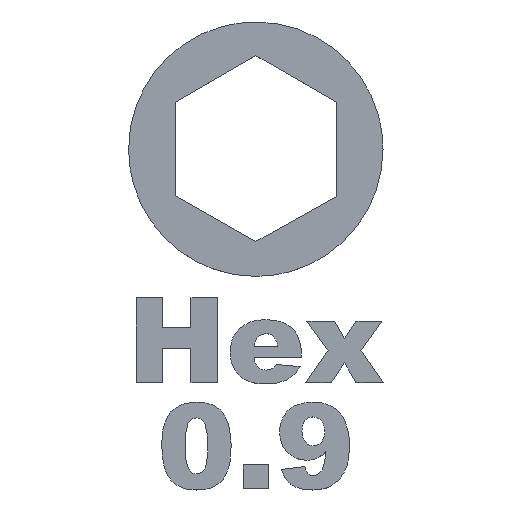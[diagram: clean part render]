
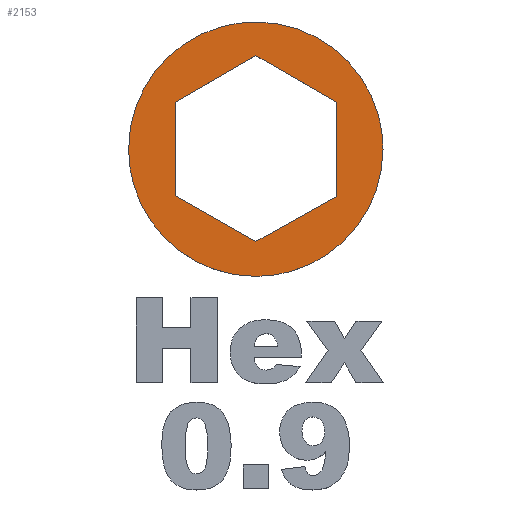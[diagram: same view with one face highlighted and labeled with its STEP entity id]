
A CAD part, top view. The second image highlights one B-rep face of the part: STEP entity #2153.
In plain terms, the highlighted planar face has unit normal (0, 0, 1).
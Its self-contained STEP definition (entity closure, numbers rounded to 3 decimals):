
#228=FACE_BOUND('',#383,.T.);
#236=(
BOUNDED_CURVE()
B_SPLINE_CURVE(3,(#2683,#2684,#2685,#2686),.UNSPECIFIED.,.F.,.F.)
B_SPLINE_CURVE_WITH_KNOTS((4,4),(0.,1.),.UNSPECIFIED.)
CURVE()
GEOMETRIC_REPRESENTATION_ITEM()
RATIONAL_B_SPLINE_CURVE((1.,1.,1.,1.))
REPRESENTATION_ITEM('')
);
#238=(
BOUNDED_CURVE()
B_SPLINE_CURVE(3,(#2704,#2705,#2706,#2707),.UNSPECIFIED.,.F.,.F.)
B_SPLINE_CURVE_WITH_KNOTS((4,4),(0.,1.),.UNSPECIFIED.)
CURVE()
GEOMETRIC_REPRESENTATION_ITEM()
RATIONAL_B_SPLINE_CURVE((1.,1.,1.,1.))
REPRESENTATION_ITEM('')
);
#240=(
BOUNDED_CURVE()
B_SPLINE_CURVE(3,(#2723,#2724,#2725,#2726),.UNSPECIFIED.,.F.,.F.)
B_SPLINE_CURVE_WITH_KNOTS((4,4),(0.,1.),.UNSPECIFIED.)
CURVE()
GEOMETRIC_REPRESENTATION_ITEM()
RATIONAL_B_SPLINE_CURVE((1.,1.,1.,1.))
REPRESENTATION_ITEM('')
);
#242=(
BOUNDED_CURVE()
B_SPLINE_CURVE(3,(#2741,#2742,#2743,#2744),.UNSPECIFIED.,.F.,.F.)
B_SPLINE_CURVE_WITH_KNOTS((4,4),(0.,1.),.UNSPECIFIED.)
CURVE()
GEOMETRIC_REPRESENTATION_ITEM()
RATIONAL_B_SPLINE_CURVE((1.,1.,1.,1.))
REPRESENTATION_ITEM('')
);
#258=FACE_OUTER_BOUND('',#382,.T.);
#382=EDGE_LOOP('',(#1470,#1471,#1472,#1473));
#383=EDGE_LOOP('',(#1474,#1475,#1476,#1477,#1478,#1479));
#504=LINE('',#2640,#692);
#508=LINE('',#2648,#696);
#511=LINE('',#2654,#699);
#514=LINE('',#2660,#702);
#517=LINE('',#2666,#705);
#520=LINE('',#2671,#708);
#692=VECTOR('',#2344,10.);
#696=VECTOR('',#2350,10.);
#699=VECTOR('',#2355,10.);
#702=VECTOR('',#2360,10.);
#705=VECTOR('',#2365,10.);
#708=VECTOR('',#2370,10.);
#880=VERTEX_POINT('',#2638);
#881=VERTEX_POINT('',#2639);
#884=VERTEX_POINT('',#2647);
#886=VERTEX_POINT('',#2653);
#888=VERTEX_POINT('',#2659);
#890=VERTEX_POINT('',#2665);
#892=VERTEX_POINT('',#2681);
#893=VERTEX_POINT('',#2682);
#896=VERTEX_POINT('',#2703);
#898=VERTEX_POINT('',#2722);
#1100=EDGE_CURVE('',#880,#881,#504,.T.);
#1104=EDGE_CURVE('',#881,#884,#508,.T.);
#1107=EDGE_CURVE('',#884,#886,#511,.T.);
#1110=EDGE_CURVE('',#886,#888,#514,.T.);
#1113=EDGE_CURVE('',#888,#890,#517,.T.);
#1116=EDGE_CURVE('',#890,#880,#520,.T.);
#1118=EDGE_CURVE('',#892,#893,#236,.T.);
#1122=EDGE_CURVE('',#896,#892,#238,.T.);
#1125=EDGE_CURVE('',#898,#896,#240,.T.);
#1128=EDGE_CURVE('',#893,#898,#242,.T.);
#1470=ORIENTED_EDGE('',*,*,#1128,.F.);
#1471=ORIENTED_EDGE('',*,*,#1118,.F.);
#1472=ORIENTED_EDGE('',*,*,#1122,.F.);
#1473=ORIENTED_EDGE('',*,*,#1125,.F.);
#1474=ORIENTED_EDGE('',*,*,#1116,.T.);
#1475=ORIENTED_EDGE('',*,*,#1100,.T.);
#1476=ORIENTED_EDGE('',*,*,#1104,.T.);
#1477=ORIENTED_EDGE('',*,*,#1107,.T.);
#1478=ORIENTED_EDGE('',*,*,#1110,.T.);
#1479=ORIENTED_EDGE('',*,*,#1113,.T.);
#2096=PLANE('',#2293);
#2153=ADVANCED_FACE('',(#258,#228),#2096,.T.);
#2293=AXIS2_PLACEMENT_3D('',#2749,#2376,#2377);
#2344=DIRECTION('',(0.,-1.,0.));
#2350=DIRECTION('',(-0.872,-0.489,0.));
#2355=DIRECTION('',(-0.87,0.494,0.));
#2360=DIRECTION('',(0.,1.,0.));
#2365=DIRECTION('',(0.866,0.5,0.));
#2370=DIRECTION('',(0.865,-0.502,0.));
#2376=DIRECTION('center_axis',(0.,0.,1.));
#2377=DIRECTION('ref_axis',(-1.,0.,0.));
#2638=CARTESIAN_POINT('',(13.796,-33.941,0.));
#2639=CARTESIAN_POINT('',(13.796,-38.39,0.));
#2640=CARTESIAN_POINT('',(13.796,-38.39,0.));
#2647=CARTESIAN_POINT('',(10.013,-40.513,0.));
#2648=CARTESIAN_POINT('',(10.013,-40.513,0.));
#2653=CARTESIAN_POINT('',(6.214,-38.356,0.));
#2654=CARTESIAN_POINT('',(6.214,-38.356,0.));
#2659=CARTESIAN_POINT('',(6.214,-33.941,0.));
#2660=CARTESIAN_POINT('',(6.214,-33.941,0.));
#2665=CARTESIAN_POINT('',(10.013,-31.747,0.));
#2666=CARTESIAN_POINT('',(10.013,-31.747,0.));
#2671=CARTESIAN_POINT('',(13.796,-33.941,0.));
#2681=CARTESIAN_POINT('',(10.005,-42.16,0.));
#2682=CARTESIAN_POINT('',(4.005,-36.159,0.));
#2683=CARTESIAN_POINT('Ctrl Pts',(10.005,-42.16,0.));
#2684=CARTESIAN_POINT('Ctrl Pts',(6.691,-42.16,0.));
#2685=CARTESIAN_POINT('Ctrl Pts',(4.005,-39.473,0.));
#2686=CARTESIAN_POINT('Ctrl Pts',(4.005,-36.159,0.));
#2703=CARTESIAN_POINT('',(16.005,-36.159,0.));
#2704=CARTESIAN_POINT('Ctrl Pts',(16.005,-36.159,0.));
#2705=CARTESIAN_POINT('Ctrl Pts',(16.005,-39.473,0.));
#2706=CARTESIAN_POINT('Ctrl Pts',(13.319,-42.16,0.));
#2707=CARTESIAN_POINT('Ctrl Pts',(10.005,-42.16,0.));
#2722=CARTESIAN_POINT('',(10.005,-30.159,0.));
#2723=CARTESIAN_POINT('Ctrl Pts',(10.005,-30.159,0.));
#2724=CARTESIAN_POINT('Ctrl Pts',(13.319,-30.159,0.));
#2725=CARTESIAN_POINT('Ctrl Pts',(16.005,-32.845,0.));
#2726=CARTESIAN_POINT('Ctrl Pts',(16.005,-36.159,0.));
#2741=CARTESIAN_POINT('Ctrl Pts',(4.005,-36.159,0.));
#2742=CARTESIAN_POINT('Ctrl Pts',(4.005,-32.845,0.));
#2743=CARTESIAN_POINT('Ctrl Pts',(6.691,-30.159,0.));
#2744=CARTESIAN_POINT('Ctrl Pts',(10.005,-30.159,0.));
#2749=CARTESIAN_POINT('Origin',(10.005,-36.159,0.));
